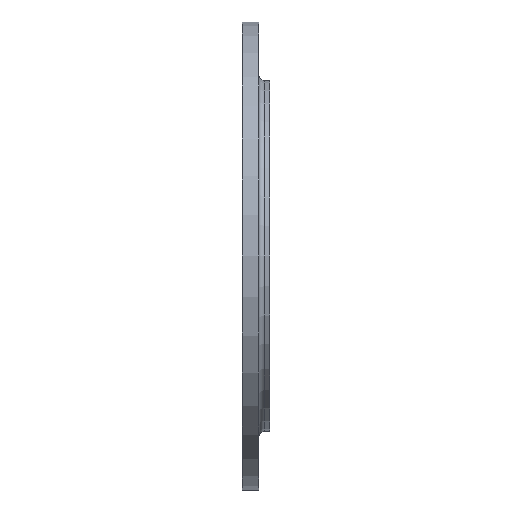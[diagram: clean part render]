
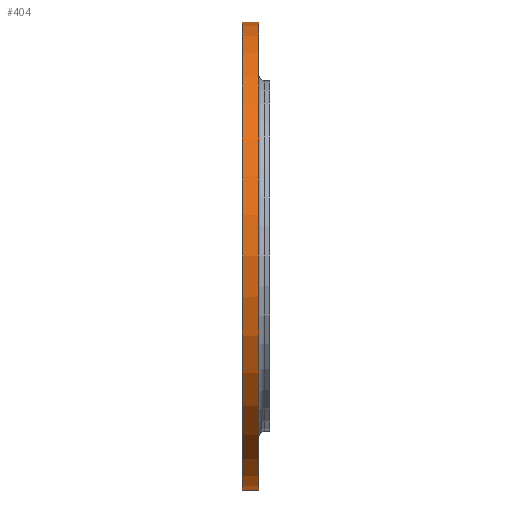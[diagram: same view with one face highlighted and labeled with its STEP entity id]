
A CAD part, front view. The second image highlights one B-rep face of the part: STEP entity #404.
In plain terms, the highlighted cylindrical face has radius 266.7 mm (diameter 533.4 mm), a partial arc.
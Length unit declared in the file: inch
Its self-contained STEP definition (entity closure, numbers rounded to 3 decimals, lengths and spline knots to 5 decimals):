
#2 = CARTESIAN_POINT ( 'NONE',  ( 0.61236, 0., 10.5 ) ) ;
#59 = DIRECTION ( 'NONE',  ( -1., 0., 0. ) ) ;
#71 = VERTEX_POINT ( 'NONE', #1135 ) ;
#100 = EDGE_CURVE ( 'NONE', #1137, #196, #983, .T. ) ;
#138 = CARTESIAN_POINT ( 'NONE',  ( -0.13764, 0., 10.5 ) ) ;
#143 = EDGE_CURVE ( 'NONE', #460, #196, #161, .T. ) ;
#161 = LINE ( 'NONE', #549, #805 ) ;
#196 = VERTEX_POINT ( 'NONE', #138 ) ;
#217 = DIRECTION ( 'NONE',  ( 0., 0., 1. ) ) ;
#224 = DIRECTION ( 'NONE',  ( -1., 0., 0. ) ) ;
#300 = CARTESIAN_POINT ( 'NONE',  ( 0., 0., 0. ) ) ;
#321 = DIRECTION ( 'NONE',  ( -1., 0., 0. ) ) ;
#351 = AXIS2_PLACEMENT_3D ( 'NONE', #300, #321, #217 ) ;
#358 = CARTESIAN_POINT ( 'NONE',  ( -0.13764, 0., 0. ) ) ;
#371 = AXIS2_PLACEMENT_3D ( 'NONE', #358, #1139, #575 ) ;
#404 = ADVANCED_FACE ( 'NONE', ( #900 ), #577, .T. ) ;
#430 = CARTESIAN_POINT ( 'NONE',  ( 0., 0., -10.5 ) ) ;
#460 = VERTEX_POINT ( 'NONE', #2 ) ;
#482 = EDGE_CURVE ( 'NONE', #71, #1137, #1128, .T. ) ;
#549 = CARTESIAN_POINT ( 'NONE',  ( 0., 0., 10.5 ) ) ;
#559 = EDGE_LOOP ( 'NONE', ( #837, #857, #747, #878 ) ) ;
#575 = DIRECTION ( 'NONE',  ( 0., 0., 1. ) ) ;
#577 = CYLINDRICAL_SURFACE ( 'NONE', #351, 10.5 ) ;
#636 = CIRCLE ( 'NONE', #1207, 10.5 ) ;
#747 = ORIENTED_EDGE ( 'NONE', *, *, #143, .T. ) ;
#805 = VECTOR ( 'NONE', #814, 39.37008 ) ;
#814 = DIRECTION ( 'NONE',  ( -1., 0., 0. ) ) ;
#837 = ORIENTED_EDGE ( 'NONE', *, *, #482, .F. ) ;
#857 = ORIENTED_EDGE ( 'NONE', *, *, #947, .T. ) ;
#878 = ORIENTED_EDGE ( 'NONE', *, *, #100, .F. ) ;
#900 = FACE_OUTER_BOUND ( 'NONE', #559, .T. ) ;
#947 = EDGE_CURVE ( 'NONE', #71, #460, #636, .T. ) ;
#983 = CIRCLE ( 'NONE', #371, 10.5 ) ;
#1029 = DIRECTION ( 'NONE',  ( 0., 0., 1. ) ) ;
#1085 = CARTESIAN_POINT ( 'NONE',  ( -0.13764, 0., -10.5 ) ) ;
#1128 = LINE ( 'NONE', #430, #1225 ) ;
#1133 = CARTESIAN_POINT ( 'NONE',  ( 0.61236, 0., 0. ) ) ;
#1135 = CARTESIAN_POINT ( 'NONE',  ( 0.61236, 0., -10.5 ) ) ;
#1137 = VERTEX_POINT ( 'NONE', #1085 ) ;
#1139 = DIRECTION ( 'NONE',  ( -1., 0., 0. ) ) ;
#1207 = AXIS2_PLACEMENT_3D ( 'NONE', #1133, #59, #1029 ) ;
#1225 = VECTOR ( 'NONE', #224, 39.37008 ) ;
